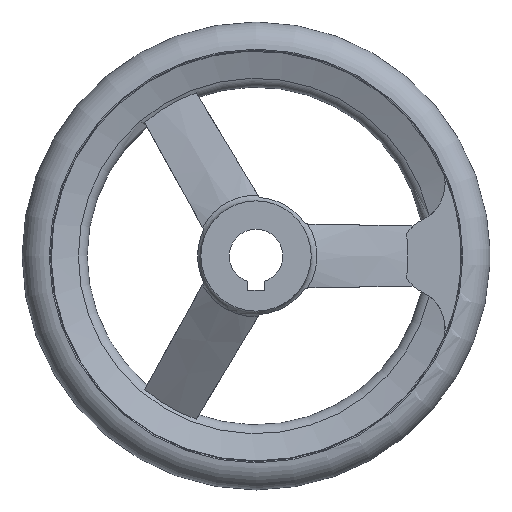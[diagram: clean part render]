
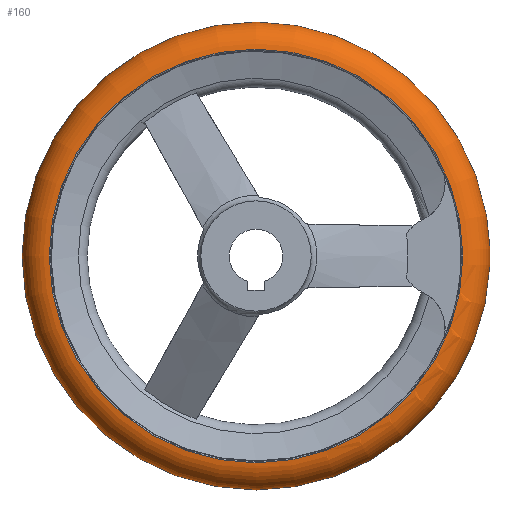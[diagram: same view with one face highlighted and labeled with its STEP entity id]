
A CAD part, front view. The second image highlights one B-rep face of the part: STEP entity #160.
In plain terms, the highlighted toroidal (fillet/blend) face has major radius 61.5 mm and minor radius 8.5 mm.
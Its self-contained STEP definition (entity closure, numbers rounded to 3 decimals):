
#160 = ADVANCED_FACE( '', ( #330, #331, #332 ), #333, .T. );
#330 = FACE_BOUND( '', #527, .T. );
#331 = FACE_OUTER_BOUND( '', #528, .T. );
#332 = FACE_OUTER_BOUND( '', #529, .T. );
#333 = TOROIDAL_SURFACE( '', #530, 61.5, 8.5 );
#527 = VERTEX_LOOP( '', #946 );
#528 = EDGE_LOOP( '', ( #947, #948 ) );
#529 = EDGE_LOOP( '', ( #949 ) );
#530 = AXIS2_PLACEMENT_3D( '', #950, #951, #952 );
#946 = VERTEX_POINT( '', #1119 );
#947 = ORIENTED_EDGE( '', *, *, #1087, .T. );
#948 = ORIENTED_EDGE( '', *, *, #1071, .T. );
#949 = ORIENTED_EDGE( '', *, *, #1103, .F. );
#950 = CARTESIAN_POINT( '', ( 0., 29.5, 0. ) );
#951 = DIRECTION( '', ( 0., -1., 0. ) );
#952 = DIRECTION( '', ( 0., 0., -1. ) );
#1071 = EDGE_CURVE( '', #1311, #1309, #1312, .T. );
#1087 = EDGE_CURVE( '', #1309, #1311, #1334, .T. );
#1103 = EDGE_CURVE( '', #1351, #1351, #1352, .T. );
#1119 = CARTESIAN_POINT( '', ( 0., 29.5, -70. ) );
#1309 = VERTEX_POINT( '', #1880 );
#1311 = VERTEX_POINT( '', #1891 );
#1312 = CIRCLE( '', #1892, 61.854 );
#1334 = B_SPLINE_CURVE_WITH_KNOTS( '', 3, ( #1975, #1976, #1977, #1978, #1979, #1980, #1981, #1982, #1983, #1984 ), .UNSPECIFIED., .F., .F., ( 4, 2, 2, 2, 4 ), ( -0.007, -0.006, -0.004, -0.003, -0.002 ), .UNSPECIFIED. );
#1351 = VERTEX_POINT( '', #2038 );
#1352 = CIRCLE( '', #2039, 61.854 );
#1880 = CARTESIAN_POINT( '', ( 61.803, 37.993, -2.505 ) );
#1891 = CARTESIAN_POINT( '', ( 61.803, 37.993, 2.505 ) );
#1892 = AXIS2_PLACEMENT_3D( '', #2227, #2228, #2229 );
#1975 = CARTESIAN_POINT( '', ( 61.803, 37.993, -2.505 ) );
#1976 = CARTESIAN_POINT( '', ( 61.951, 37.987, -2.105 ) );
#1977 = CARTESIAN_POINT( '', ( 62.062, 37.98, -1.695 ) );
#1978 = CARTESIAN_POINT( '', ( 62.212, 37.97, -0.856 ) );
#1979 = CARTESIAN_POINT( '', ( 62.25, 37.967, -0.425 ) );
#1980 = CARTESIAN_POINT( '', ( 62.25, 37.967, 0.426 ) );
#1981 = CARTESIAN_POINT( '', ( 62.213, 37.97, 0.849 ) );
#1982 = CARTESIAN_POINT( '', ( 62.063, 37.98, 1.689 ) );
#1983 = CARTESIAN_POINT( '', ( 61.95, 37.987, 2.107 ) );
#1984 = CARTESIAN_POINT( '', ( 61.803, 37.993, 2.505 ) );
#2038 = CARTESIAN_POINT( '', ( 0., 21.007, -61.854 ) );
#2039 = AXIS2_PLACEMENT_3D( '', #2258, #2259, #2260 );
#2227 = CARTESIAN_POINT( '', ( 0., 37.993, 0. ) );
#2228 = DIRECTION( '', ( 0., -1., 0. ) );
#2229 = DIRECTION( '', ( 0., 0., -1. ) );
#2258 = CARTESIAN_POINT( '', ( 0., 21.007, 0. ) );
#2259 = DIRECTION( '', ( 0., -1., 0. ) );
#2260 = DIRECTION( '', ( 0., 0., -1. ) );
